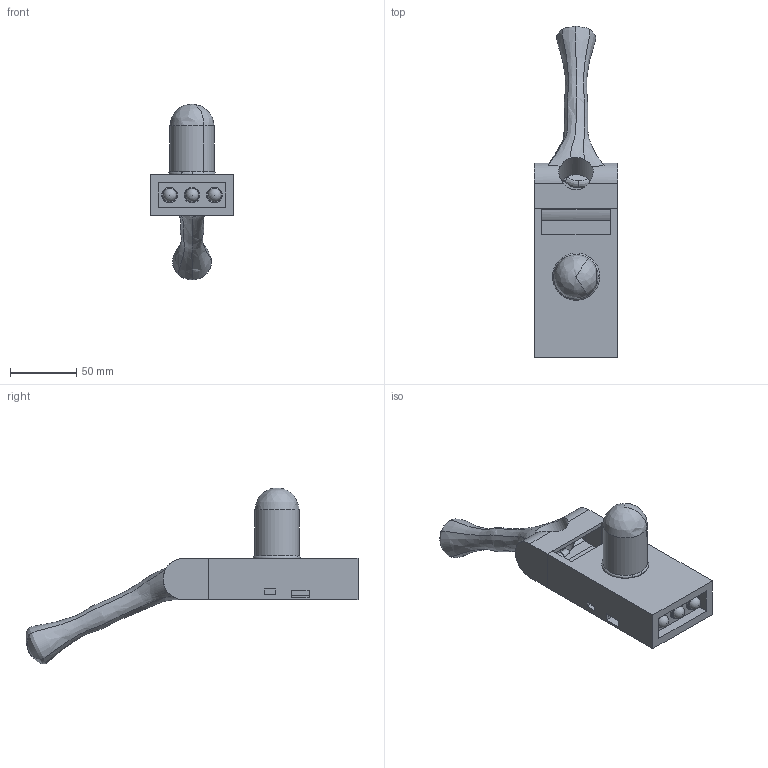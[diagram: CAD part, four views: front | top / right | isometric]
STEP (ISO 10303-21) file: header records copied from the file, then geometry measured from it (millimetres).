
FILE_DESCRIPTION(/* description */ (''),/* implementation_level */ '2;1');
FILE_NAME(/* name */ 'ricks-portal-gun-v1 v25.step',/* time_stamp */ '2018-06-26T11:33:14+10:00',/* author */ (''),/* organization */ (''),/* preprocessor_version */ 'ST-DEVELOPER v17',/* originating_system */ 'Autodesk Translation Framework v7.1.0.215',/* authorisation */ '');
FILE_SCHEMA (('AUTOMOTIVE_DESIGN { 1 0 10303 214 3 1 1 }'));
Length unit declared in the file: millimetre
Products named in the file (1): ricks-portal-gun-v1
Bounding box: 63 x 249.92 x 132.38 mm (x, y, z)
Volume: 148077.3 mm3; surface area: 79534.1 mm2
Topology: 8 solids, 8 shells, 153 faces, 409 edges, 268 vertices
Faces by surface type: plane 81, cylinder 37, bspline 29, torus 3, sphere 3
Full cylindrical faces by diameter (mm): 3.33 x8, 10 x6, 11.833 x3, 26 x1, 29.347 x1, 33.346 x1, 33.35 x1
Entity records: 13343 total; most frequent: CARTESIAN_POINT 9595, ORIENTED_EDGE 812, DIRECTION 675, EDGE_CURVE 406, VERTEX_POINT 268, AXIS2_PLACEMENT_3D 229, LINE 217, VECTOR 217
